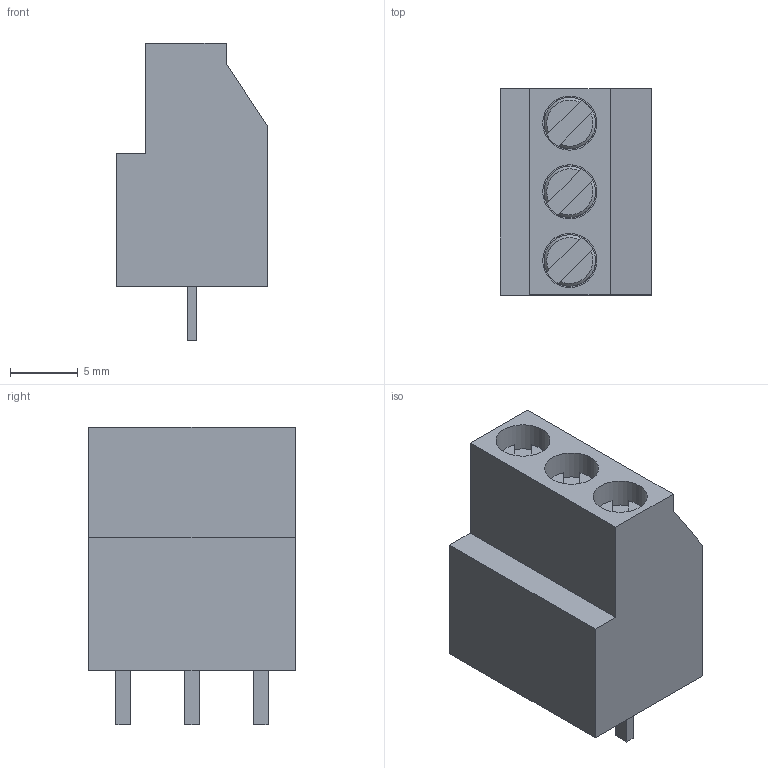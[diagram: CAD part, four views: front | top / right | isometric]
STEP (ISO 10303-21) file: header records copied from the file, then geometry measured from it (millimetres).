
FILE_DESCRIPTION(('STEP AP214'), '1');
FILE_NAME('EHK2V-03P', '2020-07-03T05:53:35', ('pcbdesigner.ru'), ('www.pcbdesigner.ru'), 'ASCON STEP Converter 1.3', 'ASCON Math Kernel', '');
FILE_SCHEMA(('AUTOMOTIVE_DESIGN { 1 0 10303 214 3 1 1}'));
Length unit declared in the file: millimetre
Products named in the file (1): 22
Bounding box: 11.2 x 15.24 x 22 mm (x, y, z)
Volume: 2365 mm3; surface area: 1685.4 mm2
Topology: 5 solids, 5 shells, 89 faces, 204 edges, 136 vertices
Faces by surface type: plane 77, cone 6, cylinder 6
Full cylindrical faces by diameter (mm): 3.8 x3, 4 x3
Entity records: 3299 total; most frequent: CARTESIAN_POINT 490, ORIENTED_EDGE 408, DIRECTION 402, EDGE_CURVE 204, LINE 162, VECTOR 162, VERTEX_POINT 136, AXIS2_PLACEMENT_3D 120
